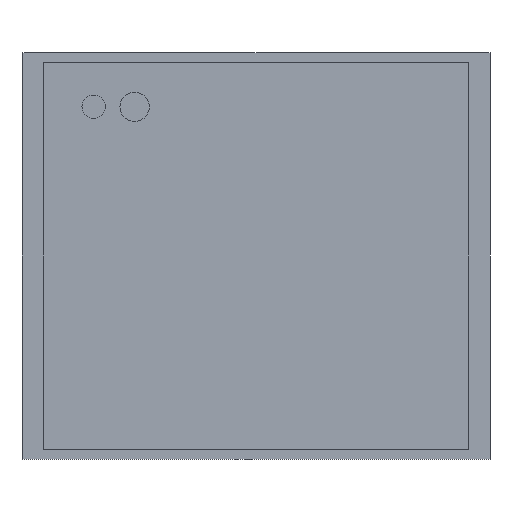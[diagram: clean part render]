
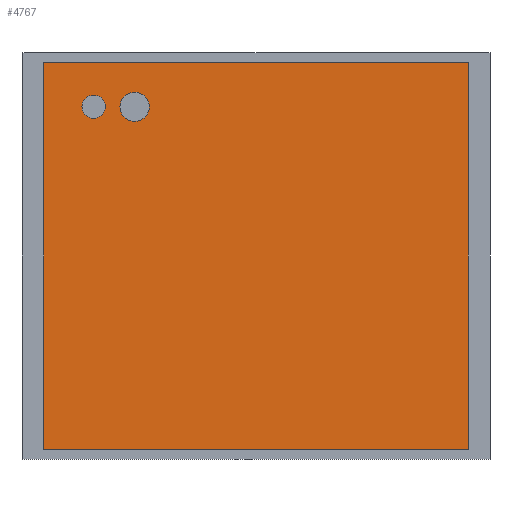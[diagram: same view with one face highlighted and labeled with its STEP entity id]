
A CAD part, front view. The second image highlights one B-rep face of the part: STEP entity #4767.
In plain terms, the highlighted planar face has unit normal (0, -1, 0).
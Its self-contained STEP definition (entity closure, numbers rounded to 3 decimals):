
#44=FACE_BOUND('',#457,.T.);
#45=FACE_BOUND('',#458,.T.);
#56=CIRCLE('',#5092,20.);
#58=CIRCLE('',#5096,25.);
#163=FACE_OUTER_BOUND('',#456,.T.);
#456=EDGE_LOOP('',(#3227,#3228,#3229,#3230));
#457=EDGE_LOOP('',(#3231));
#458=EDGE_LOOP('',(#3232));
#776=LINE('',#6807,#1412);
#778=LINE('',#6811,#1414);
#780=LINE('',#6815,#1416);
#782=LINE('',#6818,#1418);
#1412=VECTOR('',#5508,10.);
#1414=VECTOR('',#5512,10.);
#1416=VECTOR('',#5516,10.);
#1418=VECTOR('',#5520,10.);
#2014=VERTEX_POINT('',#6733);
#2016=VERTEX_POINT('',#6740);
#2037=VERTEX_POINT('',#6804);
#2038=VERTEX_POINT('',#6806);
#2039=VERTEX_POINT('',#6810);
#2040=VERTEX_POINT('',#6814);
#2467=EDGE_CURVE('',#2014,#2014,#56,.T.);
#2470=EDGE_CURVE('',#2016,#2016,#58,.T.);
#2500=EDGE_CURVE('',#2038,#2037,#776,.T.);
#2502=EDGE_CURVE('',#2039,#2038,#778,.T.);
#2504=EDGE_CURVE('',#2040,#2039,#780,.T.);
#2506=EDGE_CURVE('',#2037,#2040,#782,.T.);
#3227=ORIENTED_EDGE('',*,*,#2506,.T.);
#3228=ORIENTED_EDGE('',*,*,#2504,.T.);
#3229=ORIENTED_EDGE('',*,*,#2502,.T.);
#3230=ORIENTED_EDGE('',*,*,#2500,.T.);
#3231=ORIENTED_EDGE('',*,*,#2467,.T.);
#3232=ORIENTED_EDGE('',*,*,#2470,.T.);
#4492=PLANE('',#5113);
#4767=ADVANCED_FACE('',(#163,#44,#45),#4492,.T.);
#5092=AXIS2_PLACEMENT_3D('',#6735,#5442,#5443);
#5096=AXIS2_PLACEMENT_3D('',#6742,#5451,#5452);
#5113=AXIS2_PLACEMENT_3D('',#6819,#5521,#5522);
#5442=DIRECTION('center_axis',(0.,1.,0.));
#5443=DIRECTION('ref_axis',(1.,0.,0.));
#5451=DIRECTION('center_axis',(0.,1.,0.));
#5452=DIRECTION('ref_axis',(1.,0.,0.));
#5508=DIRECTION('',(0.,0.,-1.));
#5512=DIRECTION('',(-1.,0.,0.));
#5516=DIRECTION('',(0.,0.,1.));
#5520=DIRECTION('',(1.,0.,0.));
#5521=DIRECTION('center_axis',(0.,-1.,0.));
#5522=DIRECTION('ref_axis',(0.,0.,-1.));
#6733=CARTESIAN_POINT('',(-297.5,-370.,255.));
#6735=CARTESIAN_POINT('Origin',(-277.5,-370.,255.));
#6740=CARTESIAN_POINT('',(-232.5,-370.,255.));
#6742=CARTESIAN_POINT('Origin',(-207.5,-370.,255.));
#6804=CARTESIAN_POINT('',(-362.5,-370.,-330.));
#6806=CARTESIAN_POINT('',(-362.5,-370.,330.));
#6807=CARTESIAN_POINT('',(-362.5,-370.,-330.));
#6810=CARTESIAN_POINT('',(362.5,-370.,330.));
#6811=CARTESIAN_POINT('',(-362.5,-370.,330.));
#6814=CARTESIAN_POINT('',(362.5,-370.,-330.));
#6815=CARTESIAN_POINT('',(362.5,-370.,330.));
#6818=CARTESIAN_POINT('',(362.5,-370.,-330.));
#6819=CARTESIAN_POINT('Origin',(0.,-370.,0.));
